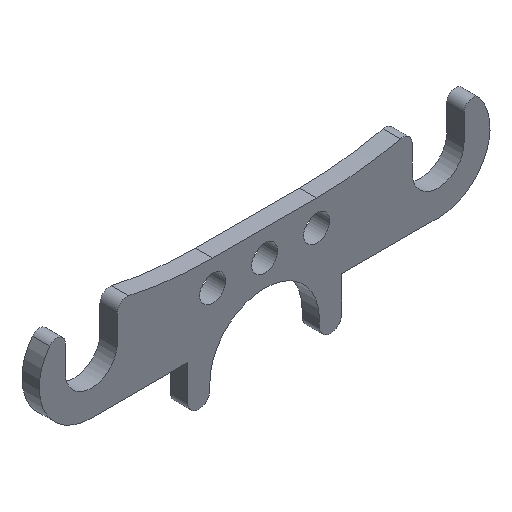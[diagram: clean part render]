
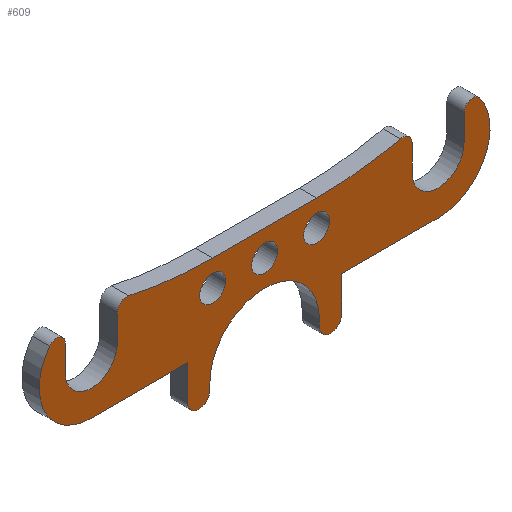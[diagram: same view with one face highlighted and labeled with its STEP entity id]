
A CAD part, isometric view. The second image highlights one B-rep face of the part: STEP entity #609.
In plain terms, the highlighted planar face has unit normal (0, -1, 0).
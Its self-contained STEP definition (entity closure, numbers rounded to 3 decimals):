
#18=FACE_BOUND('',#100,.T.);
#19=FACE_BOUND('',#101,.T.);
#20=FACE_BOUND('',#102,.T.);
#34=PLANE('',#688);
#65=FACE_OUTER_BOUND('',#99,.T.);
#99=EDGE_LOOP('',(#533,#534,#535,#536,#537,#538,#539,#540,#541,#542,#543,
#544,#545,#546,#547,#548,#549,#550,#551,#552,#553,#554,#555,#556,#557,#558));
#100=EDGE_LOOP('',(#559));
#101=EDGE_LOOP('',(#560));
#102=EDGE_LOOP('',(#561));
#108=LINE('',#904,#161);
#112=LINE('',#916,#165);
#116=LINE('',#928,#169);
#119=LINE('',#934,#172);
#124=LINE('',#952,#177);
#128=LINE('',#964,#181);
#133=LINE('',#982,#186);
#138=LINE('',#1000,#191);
#142=LINE('',#1012,#195);
#147=LINE('',#1030,#200);
#150=LINE('',#1036,#203);
#154=LINE('',#1047,#207);
#161=VECTOR('',#722,10.);
#165=VECTOR('',#734,10.);
#169=VECTOR('',#746,10.);
#172=VECTOR('',#751,10.);
#177=VECTOR('',#770,10.);
#181=VECTOR('',#782,10.);
#186=VECTOR('',#801,10.);
#191=VECTOR('',#820,10.);
#195=VECTOR('',#832,10.);
#200=VECTOR('',#851,10.);
#203=VECTOR('',#856,10.);
#207=VECTOR('',#868,10.);
#209=CIRCLE('',#625,0.75);
#211=CIRCLE('',#628,0.75);
#213=CIRCLE('',#631,0.75);
#215=CIRCLE('',#634,3.161);
#217=CIRCLE('',#638,0.639);
#219=CIRCLE('',#642,0.639);
#221=CIRCLE('',#647,3.);
#223=CIRCLE('',#650,0.5);
#225=CIRCLE('',#654,1.5);
#227=CIRCLE('',#658,0.549);
#229=CIRCLE('',#661,22.048);
#231=CIRCLE('',#665,22.048);
#233=CIRCLE('',#668,0.549);
#235=CIRCLE('',#672,1.5);
#237=CIRCLE('',#676,0.5);
#239=CIRCLE('',#679,3.);
#241=CIRCLE('',#684,0.637);
#243=VERTEX_POINT('',#876);
#245=VERTEX_POINT('',#882);
#247=VERTEX_POINT('',#888);
#249=VERTEX_POINT('',#894);
#250=VERTEX_POINT('',#895);
#253=VERTEX_POINT('',#903);
#255=VERTEX_POINT('',#909);
#257=VERTEX_POINT('',#915);
#259=VERTEX_POINT('',#921);
#261=VERTEX_POINT('',#927);
#263=VERTEX_POINT('',#933);
#265=VERTEX_POINT('',#939);
#267=VERTEX_POINT('',#945);
#269=VERTEX_POINT('',#951);
#271=VERTEX_POINT('',#957);
#273=VERTEX_POINT('',#963);
#275=VERTEX_POINT('',#969);
#277=VERTEX_POINT('',#975);
#279=VERTEX_POINT('',#981);
#281=VERTEX_POINT('',#987);
#283=VERTEX_POINT('',#993);
#285=VERTEX_POINT('',#999);
#287=VERTEX_POINT('',#1005);
#289=VERTEX_POINT('',#1011);
#291=VERTEX_POINT('',#1017);
#293=VERTEX_POINT('',#1023);
#295=VERTEX_POINT('',#1029);
#297=VERTEX_POINT('',#1035);
#299=VERTEX_POINT('',#1041);
#301=EDGE_CURVE('',#243,#243,#209,.T.);
#304=EDGE_CURVE('',#245,#245,#211,.T.);
#307=EDGE_CURVE('',#247,#247,#213,.T.);
#310=EDGE_CURVE('',#249,#250,#215,.T.);
#314=EDGE_CURVE('',#253,#249,#108,.T.);
#317=EDGE_CURVE('',#255,#253,#217,.T.);
#320=EDGE_CURVE('',#257,#255,#112,.T.);
#323=EDGE_CURVE('',#259,#257,#219,.T.);
#326=EDGE_CURVE('',#261,#259,#116,.T.);
#329=EDGE_CURVE('',#263,#261,#119,.T.);
#332=EDGE_CURVE('',#265,#263,#221,.T.);
#335=EDGE_CURVE('',#267,#265,#223,.T.);
#338=EDGE_CURVE('',#269,#267,#124,.T.);
#341=EDGE_CURVE('',#271,#269,#225,.T.);
#344=EDGE_CURVE('',#273,#271,#128,.T.);
#347=EDGE_CURVE('',#275,#273,#227,.T.);
#350=EDGE_CURVE('',#277,#275,#229,.T.);
#353=EDGE_CURVE('',#279,#277,#133,.T.);
#356=EDGE_CURVE('',#281,#279,#231,.T.);
#359=EDGE_CURVE('',#283,#281,#233,.T.);
#362=EDGE_CURVE('',#285,#283,#138,.T.);
#365=EDGE_CURVE('',#287,#285,#235,.T.);
#368=EDGE_CURVE('',#289,#287,#142,.T.);
#371=EDGE_CURVE('',#291,#289,#237,.T.);
#374=EDGE_CURVE('',#293,#291,#239,.T.);
#377=EDGE_CURVE('',#295,#293,#147,.T.);
#380=EDGE_CURVE('',#297,#295,#150,.T.);
#383=EDGE_CURVE('',#299,#297,#241,.T.);
#386=EDGE_CURVE('',#250,#299,#154,.T.);
#533=ORIENTED_EDGE('',*,*,#386,.F.);
#534=ORIENTED_EDGE('',*,*,#310,.F.);
#535=ORIENTED_EDGE('',*,*,#314,.F.);
#536=ORIENTED_EDGE('',*,*,#317,.F.);
#537=ORIENTED_EDGE('',*,*,#320,.F.);
#538=ORIENTED_EDGE('',*,*,#323,.F.);
#539=ORIENTED_EDGE('',*,*,#326,.F.);
#540=ORIENTED_EDGE('',*,*,#329,.F.);
#541=ORIENTED_EDGE('',*,*,#332,.F.);
#542=ORIENTED_EDGE('',*,*,#335,.F.);
#543=ORIENTED_EDGE('',*,*,#338,.F.);
#544=ORIENTED_EDGE('',*,*,#341,.F.);
#545=ORIENTED_EDGE('',*,*,#344,.F.);
#546=ORIENTED_EDGE('',*,*,#347,.F.);
#547=ORIENTED_EDGE('',*,*,#350,.F.);
#548=ORIENTED_EDGE('',*,*,#353,.F.);
#549=ORIENTED_EDGE('',*,*,#356,.F.);
#550=ORIENTED_EDGE('',*,*,#359,.F.);
#551=ORIENTED_EDGE('',*,*,#362,.F.);
#552=ORIENTED_EDGE('',*,*,#365,.F.);
#553=ORIENTED_EDGE('',*,*,#368,.F.);
#554=ORIENTED_EDGE('',*,*,#371,.F.);
#555=ORIENTED_EDGE('',*,*,#374,.F.);
#556=ORIENTED_EDGE('',*,*,#377,.F.);
#557=ORIENTED_EDGE('',*,*,#380,.F.);
#558=ORIENTED_EDGE('',*,*,#383,.F.);
#559=ORIENTED_EDGE('',*,*,#307,.F.);
#560=ORIENTED_EDGE('',*,*,#304,.F.);
#561=ORIENTED_EDGE('',*,*,#301,.F.);
#609=ADVANCED_FACE('',(#65,#18,#19,#20),#34,.F.);
#625=AXIS2_PLACEMENT_3D('',#877,#693,#694);
#628=AXIS2_PLACEMENT_3D('',#883,#700,#701);
#631=AXIS2_PLACEMENT_3D('',#889,#707,#708);
#634=AXIS2_PLACEMENT_3D('',#896,#714,#715);
#638=AXIS2_PLACEMENT_3D('',#910,#727,#728);
#642=AXIS2_PLACEMENT_3D('',#922,#739,#740);
#647=AXIS2_PLACEMENT_3D('',#940,#756,#757);
#650=AXIS2_PLACEMENT_3D('',#946,#763,#764);
#654=AXIS2_PLACEMENT_3D('',#958,#775,#776);
#658=AXIS2_PLACEMENT_3D('',#970,#787,#788);
#661=AXIS2_PLACEMENT_3D('',#976,#794,#795);
#665=AXIS2_PLACEMENT_3D('',#988,#806,#807);
#668=AXIS2_PLACEMENT_3D('',#994,#813,#814);
#672=AXIS2_PLACEMENT_3D('',#1006,#825,#826);
#676=AXIS2_PLACEMENT_3D('',#1018,#837,#838);
#679=AXIS2_PLACEMENT_3D('',#1024,#844,#845);
#684=AXIS2_PLACEMENT_3D('',#1042,#861,#862);
#688=AXIS2_PLACEMENT_3D('',#1050,#872,#873);
#693=DIRECTION('center_axis',(0.,-1.,0.));
#694=DIRECTION('ref_axis',(1.,0.,0.));
#700=DIRECTION('center_axis',(0.,-1.,0.));
#701=DIRECTION('ref_axis',(1.,0.,0.));
#707=DIRECTION('center_axis',(0.,-1.,0.));
#708=DIRECTION('ref_axis',(1.,0.,0.));
#714=DIRECTION('center_axis',(0.,-1.,0.));
#715=DIRECTION('ref_axis',(0.,0.,-1.));
#722=DIRECTION('',(0.001,0.,1.));
#727=DIRECTION('center_axis',(0.,1.,0.));
#728=DIRECTION('ref_axis',(1.,0.,0.002));
#734=DIRECTION('',(-1.,0.,0.001));
#739=DIRECTION('center_axis',(0.,1.,0.));
#740=DIRECTION('ref_axis',(1.,0.,0.002));
#746=DIRECTION('',(0.,0.,-1.));
#751=DIRECTION('',(-1.,0.,0.));
#756=DIRECTION('center_axis',(0.,1.,0.));
#757=DIRECTION('ref_axis',(0.8,0.,0.6));
#763=DIRECTION('center_axis',(0.,1.,0.));
#764=DIRECTION('ref_axis',(-1.,0.,0.));
#770=DIRECTION('',(0.,0.,1.));
#775=DIRECTION('center_axis',(0.,-1.,0.));
#776=DIRECTION('ref_axis',(1.,0.,0.));
#782=DIRECTION('',(0.,0.,-1.));
#787=DIRECTION('center_axis',(0.,1.,0.));
#788=DIRECTION('ref_axis',(-0.219,0.,0.976));
#794=DIRECTION('center_axis',(0.,-1.,0.));
#795=DIRECTION('ref_axis',(-0.219,0.,0.976));
#801=DIRECTION('',(1.,0.,0.));
#806=DIRECTION('center_axis',(0.,-1.,0.));
#807=DIRECTION('ref_axis',(0.,0.,1.));
#813=DIRECTION('center_axis',(0.,1.,0.));
#814=DIRECTION('ref_axis',(-1.,0.,0.));
#820=DIRECTION('',(0.,0.,1.));
#825=DIRECTION('center_axis',(0.,-1.,0.));
#826=DIRECTION('ref_axis',(1.,0.,0.));
#832=DIRECTION('',(0.,0.,-1.));
#837=DIRECTION('center_axis',(0.,1.,0.));
#838=DIRECTION('ref_axis',(-0.8,0.,0.6));
#844=DIRECTION('center_axis',(0.,1.,0.));
#845=DIRECTION('ref_axis',(0.,0.,-1.));
#851=DIRECTION('',(-1.,0.,0.));
#856=DIRECTION('',(0.,0.,1.));
#861=DIRECTION('center_axis',(0.,1.,0.));
#862=DIRECTION('ref_axis',(1.,0.,0.013));
#868=DIRECTION('',(0.,0.,-1.));
#872=DIRECTION('center_axis',(0.,1.,0.));
#873=DIRECTION('ref_axis',(0.,0.,1.));
#876=CARTESIAN_POINT('',(-0.261,0.,-84.624));
#877=CARTESIAN_POINT('Origin',(0.489,0.,-84.624));
#882=CARTESIAN_POINT('',(5.739,0.,-84.624));
#883=CARTESIAN_POINT('Origin',(6.489,0.,-84.624));
#888=CARTESIAN_POINT('',(2.739,0.,-84.624));
#889=CARTESIAN_POINT('Origin',(3.489,0.,-84.624));
#894=CARTESIAN_POINT('',(6.649,0.,-89.288));
#895=CARTESIAN_POINT('',(0.328,0.,-89.284));
#896=CARTESIAN_POINT('Origin',(3.489,0.,-89.284));
#903=CARTESIAN_POINT('',(6.649,0.,-89.71));
#904=CARTESIAN_POINT('',(6.648,0.,-90.279));
#909=CARTESIAN_POINT('',(7.266,0.,-90.28));
#910=CARTESIAN_POINT('Origin',(7.284,0.,-89.641));
#915=CARTESIAN_POINT('',(7.3,0.,-90.28));
#916=CARTESIAN_POINT('',(7.484,0.,-90.28));
#921=CARTESIAN_POINT('',(7.922,0.,-89.64));
#922=CARTESIAN_POINT('Origin',(7.284,0.,-89.641));
#927=CARTESIAN_POINT('',(7.922,0.,-87.624));
#928=CARTESIAN_POINT('',(7.922,0.,-87.624));
#933=CARTESIAN_POINT('',(13.489,0.,-87.624));
#934=CARTESIAN_POINT('',(13.489,0.,-87.624));
#939=CARTESIAN_POINT('',(15.889,0.,-82.824));
#940=CARTESIAN_POINT('Origin',(13.489,0.,-84.624));
#945=CARTESIAN_POINT('',(14.989,0.,-83.124));
#946=CARTESIAN_POINT('Origin',(15.489,0.,-83.124));
#951=CARTESIAN_POINT('',(14.989,0.,-84.624));
#952=CARTESIAN_POINT('',(14.989,0.,-84.624));
#957=CARTESIAN_POINT('',(11.989,0.,-84.624));
#958=CARTESIAN_POINT('Origin',(13.489,0.,-84.624));
#963=CARTESIAN_POINT('',(11.989,0.,-83.124));
#964=CARTESIAN_POINT('',(11.989,0.,-83.124));
#969=CARTESIAN_POINT('',(11.319,0.,-82.588));
#970=CARTESIAN_POINT('Origin',(11.44,0.,-83.124));
#975=CARTESIAN_POINT('',(6.489,0.,-83.124));
#976=CARTESIAN_POINT('Origin',(6.489,0.,-61.075));
#981=CARTESIAN_POINT('',(0.489,0.,-83.124));
#982=CARTESIAN_POINT('',(0.489,0.,-83.124));
#987=CARTESIAN_POINT('',(-4.342,0.,-82.588));
#988=CARTESIAN_POINT('Origin',(0.489,0.,-61.075));
#993=CARTESIAN_POINT('',(-5.011,0.,-83.124));
#994=CARTESIAN_POINT('Origin',(-4.462,0.,-83.124));
#999=CARTESIAN_POINT('',(-5.011,0.,-84.624));
#1000=CARTESIAN_POINT('',(-5.011,0.,-84.624));
#1005=CARTESIAN_POINT('',(-8.011,0.,-84.624));
#1006=CARTESIAN_POINT('Origin',(-6.511,0.,-84.624));
#1011=CARTESIAN_POINT('',(-8.011,0.,-83.124));
#1012=CARTESIAN_POINT('',(-8.011,0.,-83.124));
#1017=CARTESIAN_POINT('',(-8.911,0.,-82.824));
#1018=CARTESIAN_POINT('Origin',(-8.511,0.,-83.124));
#1023=CARTESIAN_POINT('',(-6.511,0.,-87.624));
#1024=CARTESIAN_POINT('Origin',(-6.511,0.,-84.624));
#1029=CARTESIAN_POINT('',(-0.945,0.,-87.624));
#1030=CARTESIAN_POINT('',(-0.945,0.,-87.624));
#1035=CARTESIAN_POINT('',(-0.945,0.,-89.649));
#1036=CARTESIAN_POINT('',(-0.945,0.,-90.28));
#1041=CARTESIAN_POINT('',(0.328,0.,-89.649));
#1042=CARTESIAN_POINT('Origin',(-0.309,0.,-89.641));
#1047=CARTESIAN_POINT('',(0.328,0.,-89.284));
#1050=CARTESIAN_POINT('Origin',(3.489,0.,-86.427));
